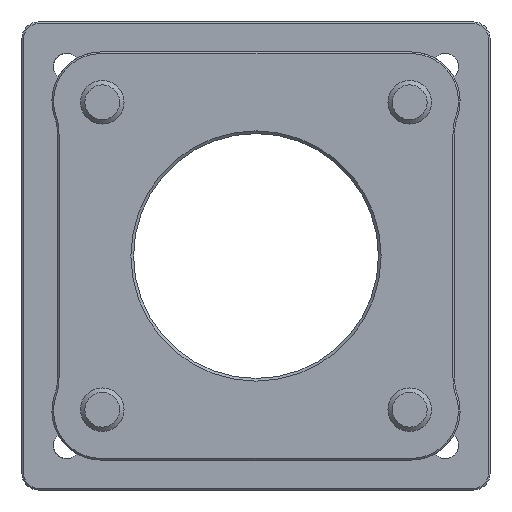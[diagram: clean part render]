
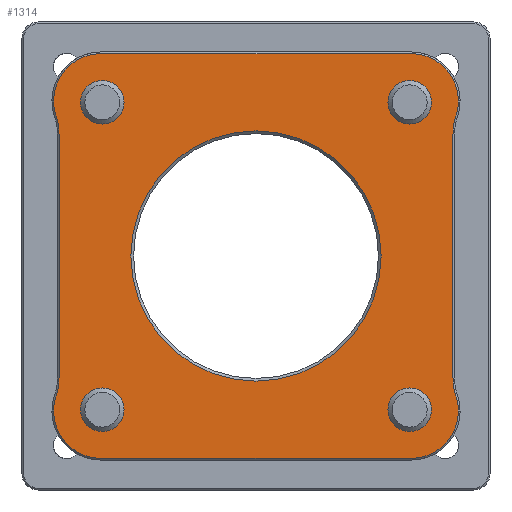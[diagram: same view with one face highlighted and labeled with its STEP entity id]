
A CAD part, front view. The second image highlights one B-rep face of the part: STEP entity #1314.
In plain terms, the highlighted planar face has unit normal (0, -1, 0).
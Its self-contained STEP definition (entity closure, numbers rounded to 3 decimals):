
#23=FACE_BOUND('',#310,.T.);
#24=FACE_BOUND('',#311,.T.);
#25=FACE_BOUND('',#312,.T.);
#26=FACE_BOUND('',#313,.T.);
#27=FACE_BOUND('',#314,.T.);
#82=CIRCLE('',#1389,8.7);
#84=CIRCLE('',#1392,10.4);
#86=CIRCLE('',#1396,10.4);
#88=CIRCLE('',#1399,8.7);
#90=CIRCLE('',#1403,8.7);
#92=CIRCLE('',#1406,10.4);
#94=CIRCLE('',#1410,10.4);
#96=CIRCLE('',#1413,8.7);
#105=CIRCLE('',#1429,23.);
#106=CIRCLE('',#1430,4.);
#107=CIRCLE('',#1431,4.);
#108=CIRCLE('',#1432,4.);
#109=CIRCLE('',#1433,4.);
#221=FACE_OUTER_BOUND('',#309,.T.);
#309=EDGE_LOOP('',(#961,#962,#963,#964,#965,#966,#967,#968,#969,#970,#971,
#972));
#310=EDGE_LOOP('',(#973));
#311=EDGE_LOOP('',(#974));
#312=EDGE_LOOP('',(#975));
#313=EDGE_LOOP('',(#976));
#314=EDGE_LOOP('',(#977));
#410=LINE('',#2036,#494);
#415=LINE('',#2054,#499);
#420=LINE('',#2072,#504);
#425=LINE('',#2090,#509);
#494=VECTOR('',#1578,57.);
#499=VECTOR('',#1597,44.802);
#504=VECTOR('',#1616,57.);
#509=VECTOR('',#1635,44.802);
#575=VERTEX_POINT('',#2029);
#578=VERTEX_POINT('',#2034);
#579=VERTEX_POINT('',#2038);
#581=VERTEX_POINT('',#2044);
#583=VERTEX_POINT('',#2050);
#585=VERTEX_POINT('',#2056);
#587=VERTEX_POINT('',#2062);
#589=VERTEX_POINT('',#2068);
#591=VERTEX_POINT('',#2074);
#593=VERTEX_POINT('',#2080);
#595=VERTEX_POINT('',#2086);
#597=VERTEX_POINT('',#2092);
#610=VERTEX_POINT('',#2135);
#611=VERTEX_POINT('',#2137);
#612=VERTEX_POINT('',#2139);
#613=VERTEX_POINT('',#2141);
#614=VERTEX_POINT('',#2143);
#699=EDGE_CURVE('',#578,#575,#410,.T.);
#702=EDGE_CURVE('',#575,#579,#82,.T.);
#705=EDGE_CURVE('',#579,#581,#84,.T.);
#708=EDGE_CURVE('',#581,#583,#415,.T.);
#711=EDGE_CURVE('',#583,#585,#86,.T.);
#714=EDGE_CURVE('',#585,#587,#88,.T.);
#717=EDGE_CURVE('',#587,#589,#420,.T.);
#720=EDGE_CURVE('',#589,#591,#90,.T.);
#723=EDGE_CURVE('',#591,#593,#92,.T.);
#726=EDGE_CURVE('',#593,#595,#425,.T.);
#729=EDGE_CURVE('',#595,#597,#94,.T.);
#731=EDGE_CURVE('',#597,#578,#96,.T.);
#749=EDGE_CURVE('',#610,#610,#105,.T.);
#750=EDGE_CURVE('',#611,#611,#106,.T.);
#751=EDGE_CURVE('',#612,#612,#107,.T.);
#752=EDGE_CURVE('',#613,#613,#108,.T.);
#753=EDGE_CURVE('',#614,#614,#109,.T.);
#961=ORIENTED_EDGE('',*,*,#699,.F.);
#962=ORIENTED_EDGE('',*,*,#731,.F.);
#963=ORIENTED_EDGE('',*,*,#729,.F.);
#964=ORIENTED_EDGE('',*,*,#726,.F.);
#965=ORIENTED_EDGE('',*,*,#723,.F.);
#966=ORIENTED_EDGE('',*,*,#720,.F.);
#967=ORIENTED_EDGE('',*,*,#717,.F.);
#968=ORIENTED_EDGE('',*,*,#714,.F.);
#969=ORIENTED_EDGE('',*,*,#711,.F.);
#970=ORIENTED_EDGE('',*,*,#708,.F.);
#971=ORIENTED_EDGE('',*,*,#705,.F.);
#972=ORIENTED_EDGE('',*,*,#702,.F.);
#973=ORIENTED_EDGE('',*,*,#749,.F.);
#974=ORIENTED_EDGE('',*,*,#750,.T.);
#975=ORIENTED_EDGE('',*,*,#751,.T.);
#976=ORIENTED_EDGE('',*,*,#752,.T.);
#977=ORIENTED_EDGE('',*,*,#753,.T.);
#1269=PLANE('',#1428);
#1314=ADVANCED_FACE('',(#221,#23,#24,#25,#26,#27),#1269,.F.);
#1389=AXIS2_PLACEMENT_3D('',#2042,#1584,#1585);
#1392=AXIS2_PLACEMENT_3D('',#2048,#1591,#1592);
#1396=AXIS2_PLACEMENT_3D('',#2060,#1603,#1604);
#1399=AXIS2_PLACEMENT_3D('',#2066,#1610,#1611);
#1403=AXIS2_PLACEMENT_3D('',#2078,#1622,#1623);
#1406=AXIS2_PLACEMENT_3D('',#2084,#1629,#1630);
#1410=AXIS2_PLACEMENT_3D('',#2096,#1641,#1642);
#1413=AXIS2_PLACEMENT_3D('',#2099,#1647,#1648);
#1428=AXIS2_PLACEMENT_3D('',#2134,#1686,#1687);
#1429=AXIS2_PLACEMENT_3D('',#2136,#1688,#1689);
#1430=AXIS2_PLACEMENT_3D('',#2138,#1690,#1691);
#1431=AXIS2_PLACEMENT_3D('',#2140,#1692,#1693);
#1432=AXIS2_PLACEMENT_3D('',#2142,#1694,#1695);
#1433=AXIS2_PLACEMENT_3D('',#2144,#1696,#1697);
#1578=DIRECTION('',(1.,0.,0.));
#1584=DIRECTION('center_axis',(0.,1.,0.));
#1585=DIRECTION('ref_axis',(0.,0.,1.));
#1591=DIRECTION('center_axis',(0.,-1.,0.));
#1592=DIRECTION('ref_axis',(-1.,0.,0.));
#1597=DIRECTION('',(0.,0.,-1.));
#1603=DIRECTION('center_axis',(0.,-1.,0.));
#1604=DIRECTION('ref_axis',(-0.948,0.,-0.319));
#1610=DIRECTION('center_axis',(0.,1.,0.));
#1611=DIRECTION('ref_axis',(0.948,0.,0.319));
#1616=DIRECTION('',(-1.,0.,0.));
#1622=DIRECTION('center_axis',(0.,1.,0.));
#1623=DIRECTION('ref_axis',(0.,0.,-1.));
#1629=DIRECTION('center_axis',(0.,-1.,0.));
#1630=DIRECTION('ref_axis',(1.,0.,0.));
#1635=DIRECTION('',(0.,0.,1.));
#1641=DIRECTION('center_axis',(0.,-1.,0.));
#1642=DIRECTION('ref_axis',(0.948,0.,0.319));
#1647=DIRECTION('center_axis',(0.,1.,0.));
#1648=DIRECTION('ref_axis',(-0.948,0.,-0.319));
#1686=DIRECTION('center_axis',(0.,1.,0.));
#1687=DIRECTION('ref_axis',(0.,0.,1.));
#1688=DIRECTION('center_axis',(0.,-1.,0.));
#1689=DIRECTION('ref_axis',(-1.,0.,0.));
#1690=DIRECTION('center_axis',(0.,1.,0.));
#1691=DIRECTION('ref_axis',(-1.,0.,0.));
#1692=DIRECTION('center_axis',(0.,1.,0.));
#1693=DIRECTION('ref_axis',(-1.,0.,0.));
#1694=DIRECTION('center_axis',(0.,1.,0.));
#1695=DIRECTION('ref_axis',(-1.,0.,0.));
#1696=DIRECTION('center_axis',(0.,1.,0.));
#1697=DIRECTION('ref_axis',(-1.,0.,0.));
#2029=CARTESIAN_POINT('',(28.5,0.,37.2));
#2034=CARTESIAN_POINT('',(-28.5,0.,37.2));
#2036=CARTESIAN_POINT('',(-14.25,0.,37.2));
#2038=CARTESIAN_POINT('',(36.745,0.,25.722));
#2042=CARTESIAN_POINT('Origin',(28.5,0.,28.5));
#2044=CARTESIAN_POINT('',(36.2,0.,22.401));
#2048=CARTESIAN_POINT('Origin',(46.6,0.,22.401));
#2050=CARTESIAN_POINT('',(36.2,0.,-22.401));
#2054=CARTESIAN_POINT('',(36.2,0.,11.2));
#2056=CARTESIAN_POINT('',(36.745,0.,-25.722));
#2060=CARTESIAN_POINT('Origin',(46.6,0.,-22.401));
#2062=CARTESIAN_POINT('',(28.5,0.,-37.2));
#2066=CARTESIAN_POINT('Origin',(28.5,0.,-28.5));
#2068=CARTESIAN_POINT('',(-28.5,0.,-37.2));
#2072=CARTESIAN_POINT('',(14.25,0.,-37.2));
#2074=CARTESIAN_POINT('',(-36.745,0.,-25.722));
#2078=CARTESIAN_POINT('Origin',(-28.5,0.,-28.5));
#2080=CARTESIAN_POINT('',(-36.2,0.,-22.401));
#2084=CARTESIAN_POINT('Origin',(-46.6,0.,-22.401));
#2086=CARTESIAN_POINT('',(-36.2,0.,22.401));
#2090=CARTESIAN_POINT('',(-36.2,0.,-11.2));
#2092=CARTESIAN_POINT('',(-36.745,0.,25.722));
#2096=CARTESIAN_POINT('Origin',(-46.6,0.,22.401));
#2099=CARTESIAN_POINT('Origin',(-28.5,0.,28.5));
#2134=CARTESIAN_POINT('Origin',(0.,0.,0.));
#2135=CARTESIAN_POINT('',(23.,0.,0.));
#2136=CARTESIAN_POINT('Origin',(0.,0.,0.));
#2137=CARTESIAN_POINT('',(-24.25,0.,-28.25));
#2138=CARTESIAN_POINT('Origin',(-28.25,0.,-28.25));
#2139=CARTESIAN_POINT('',(-24.25,0.,28.25));
#2140=CARTESIAN_POINT('Origin',(-28.25,0.,28.25));
#2141=CARTESIAN_POINT('',(32.25,0.,28.25));
#2142=CARTESIAN_POINT('Origin',(28.25,0.,28.25));
#2143=CARTESIAN_POINT('',(32.25,0.,-28.25));
#2144=CARTESIAN_POINT('Origin',(28.25,0.,-28.25));
